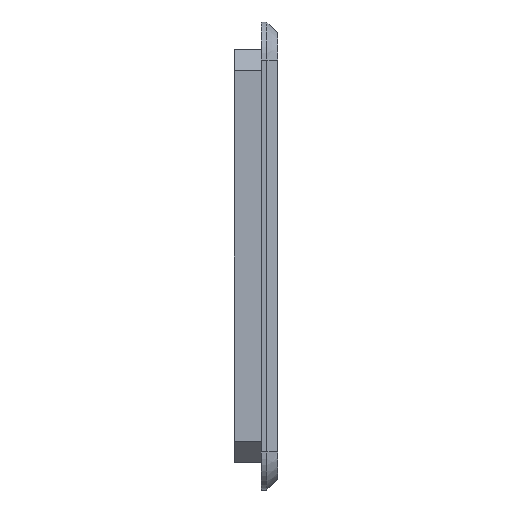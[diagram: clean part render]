
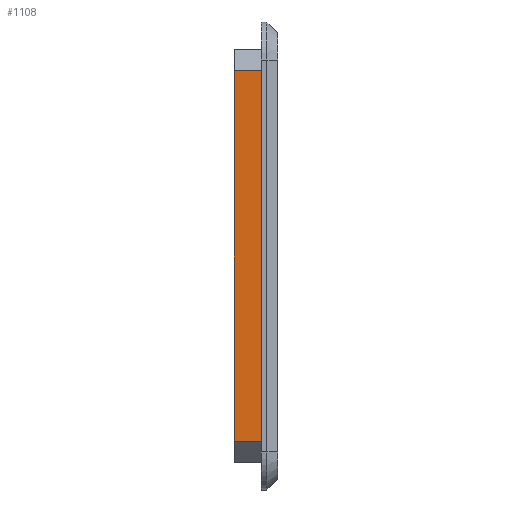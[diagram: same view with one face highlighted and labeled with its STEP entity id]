
A CAD part, left-side view. The second image highlights one B-rep face of the part: STEP entity #1108.
In plain terms, the highlighted planar face has unit normal (-1, 0, 0).
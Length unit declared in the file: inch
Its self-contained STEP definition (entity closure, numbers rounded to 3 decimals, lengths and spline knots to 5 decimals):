
#162=FACE_OUTER_BOUND('',#224,.T.);
#224=EDGE_LOOP('',(#923,#924,#925,#926));
#309=LINE('',#2084,#408);
#312=LINE('',#2090,#411);
#313=LINE('',#2092,#412);
#314=LINE('',#2093,#413);
#408=VECTOR('',#1311,0.3937);
#411=VECTOR('',#1316,0.3937);
#412=VECTOR('',#1317,0.3937);
#413=VECTOR('',#1318,0.3937);
#526=VERTEX_POINT('',#2080);
#528=VERTEX_POINT('',#2083);
#530=VERTEX_POINT('',#2089);
#531=VERTEX_POINT('',#2091);
#675=EDGE_CURVE('',#526,#528,#309,.T.);
#678=EDGE_CURVE('',#530,#526,#312,.T.);
#679=EDGE_CURVE('',#530,#531,#313,.T.);
#680=EDGE_CURVE('',#528,#531,#314,.T.);
#923=ORIENTED_EDGE('',*,*,#678,.F.);
#924=ORIENTED_EDGE('',*,*,#679,.T.);
#925=ORIENTED_EDGE('',*,*,#680,.F.);
#926=ORIENTED_EDGE('',*,*,#675,.F.);
#1049=PLANE('',#1167);
#1108=ADVANCED_FACE('',(#162),#1049,.T.);
#1167=AXIS2_PLACEMENT_3D('',#2088,#1314,#1315);
#1311=DIRECTION('',(0.,1.,0.));
#1314=DIRECTION('center_axis',(-1.,0.,0.));
#1315=DIRECTION('ref_axis',(0.,0.,1.));
#1316=DIRECTION('',(0.,0.,-1.));
#1317=DIRECTION('',(0.,1.,0.));
#1318=DIRECTION('',(0.,0.,1.));
#2080=CARTESIAN_POINT('',(0.05,0.03,0.09));
#2083=CARTESIAN_POINT('',(0.05,0.08,0.09));
#2084=CARTESIAN_POINT('',(0.05,0.,0.09));
#2088=CARTESIAN_POINT('Origin',(0.05,0.,0.09));
#2089=CARTESIAN_POINT('',(0.05,0.03,0.77));
#2090=CARTESIAN_POINT('',(0.05,0.03,0.09));
#2091=CARTESIAN_POINT('',(0.05,0.08,0.77));
#2092=CARTESIAN_POINT('',(0.05,0.,0.77));
#2093=CARTESIAN_POINT('',(0.05,0.08,0.09));
